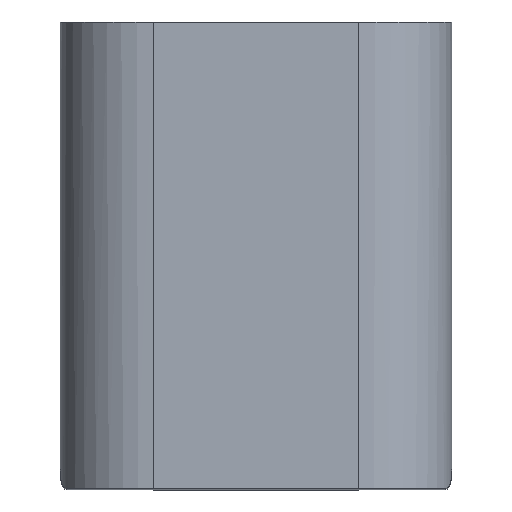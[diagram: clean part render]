
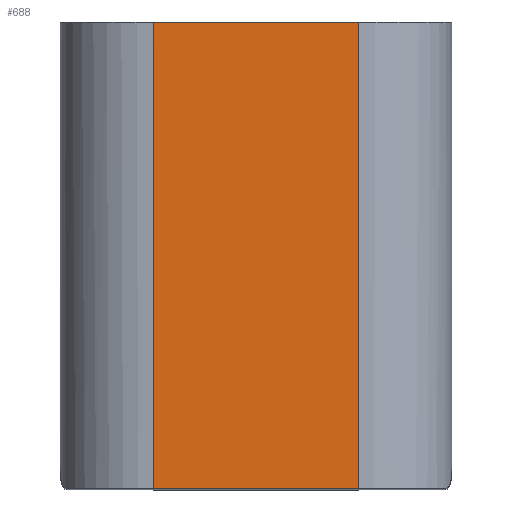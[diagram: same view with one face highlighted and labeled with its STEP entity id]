
A CAD part, top view. The second image highlights one B-rep face of the part: STEP entity #688.
In plain terms, the highlighted planar face has unit normal (0, 0, 1).
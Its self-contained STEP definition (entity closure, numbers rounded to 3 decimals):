
#326 = VERTEX_POINT('',#327);
#327 = CARTESIAN_POINT('',(-5.51,0.,25.));
#334 = EDGE_CURVE('',#335,#326,#337,.T.);
#335 = VERTEX_POINT('',#336);
#336 = CARTESIAN_POINT('',(5.51,0.,25.));
#337 = LINE('',#338,#339);
#338 = CARTESIAN_POINT('',(10.5,0.,25.));
#339 = VECTOR('',#340,1.);
#340 = DIRECTION('',(-1.,0.,0.));
#456 = EDGE_CURVE('',#326,#457,#459,.T.);
#457 = VERTEX_POINT('',#458);
#458 = CARTESIAN_POINT('',(-5.51,-25.,25.));
#459 = LINE('',#460,#461);
#460 = CARTESIAN_POINT('',(-5.51,0.,25.));
#461 = VECTOR('',#462,1.);
#462 = DIRECTION('',(0.,-1.,0.));
#669 = EDGE_CURVE('',#335,#670,#672,.T.);
#670 = VERTEX_POINT('',#671);
#671 = CARTESIAN_POINT('',(5.51,-25.,25.));
#672 = LINE('',#673,#674);
#673 = CARTESIAN_POINT('',(5.51,0.,25.));
#674 = VECTOR('',#675,1.);
#675 = DIRECTION('',(0.,-1.,0.));
#688 = ADVANCED_FACE('',(#689),#700,.T.);
#689 = FACE_BOUND('',#690,.T.);
#690 = EDGE_LOOP('',(#691,#692,#693,#699));
#691 = ORIENTED_EDGE('',*,*,#334,.T.);
#692 = ORIENTED_EDGE('',*,*,#456,.T.);
#693 = ORIENTED_EDGE('',*,*,#694,.F.);
#694 = EDGE_CURVE('',#670,#457,#695,.T.);
#695 = LINE('',#696,#697);
#696 = CARTESIAN_POINT('',(10.5,-25.,25.));
#697 = VECTOR('',#698,1.);
#698 = DIRECTION('',(-1.,0.,0.));
#699 = ORIENTED_EDGE('',*,*,#669,.F.);
#700 = PLANE('',#701);
#701 = AXIS2_PLACEMENT_3D('',#702,#703,#704);
#702 = CARTESIAN_POINT('',(0.,-12.5,25.));
#703 = DIRECTION('',(0.,0.,1.));
#704 = DIRECTION('',(0.,-1.,0.));
